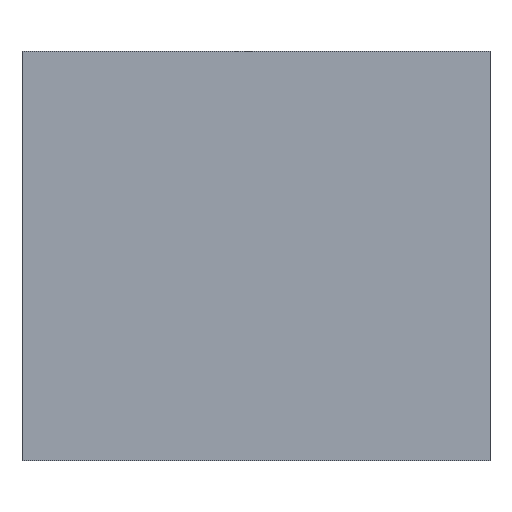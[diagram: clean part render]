
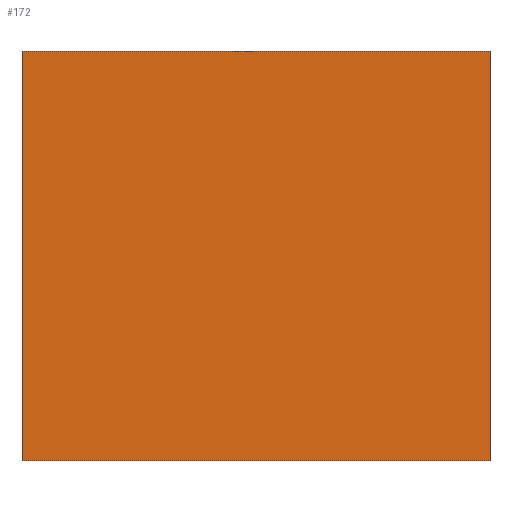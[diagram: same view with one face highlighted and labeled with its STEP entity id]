
A CAD part, front view. The second image highlights one B-rep face of the part: STEP entity #172.
In plain terms, the highlighted planar face has unit normal (0, -1, 0).
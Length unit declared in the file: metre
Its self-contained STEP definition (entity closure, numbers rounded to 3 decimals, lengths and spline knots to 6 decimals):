
#24=LINE('',#344,#36);
#26=LINE('',#348,#38);
#28=LINE('',#352,#40);
#29=LINE('',#353,#41);
#36=VECTOR('',#293,1.);
#38=VECTOR('',#297,1.);
#40=VECTOR('',#301,1.);
#41=VECTOR('',#302,1.);
#56=ORIENTED_EDGE('',*,*,#90,.F.);
#57=ORIENTED_EDGE('',*,*,#86,.F.);
#58=ORIENTED_EDGE('',*,*,#91,.T.);
#59=ORIENTED_EDGE('',*,*,#88,.T.);
#86=EDGE_CURVE('',#103,#102,#24,.T.);
#88=EDGE_CURVE('',#105,#104,#26,.T.);
#90=EDGE_CURVE('',#102,#104,#28,.T.);
#91=EDGE_CURVE('',#103,#105,#29,.T.);
#102=VERTEX_POINT('',#341);
#103=VERTEX_POINT('',#343);
#104=VERTEX_POINT('',#347);
#105=VERTEX_POINT('',#349);
#121=EDGE_LOOP('',(#56,#57,#58,#59));
#139=FACE_BOUND('',#121,.T.);
#155=PLANE('',#265);
#172=ADVANCED_FACE('',(#139),#155,.T.);
#265=AXIS2_PLACEMENT_3D('',#351,#299,#300);
#293=DIRECTION('',(0.,0.,-1.));
#297=DIRECTION('',(0.,0.,-1.));
#299=DIRECTION('',(0.,-1.,0.));
#300=DIRECTION('',(0.,0.,-1.));
#301=DIRECTION('',(-1.,0.,0.));
#302=DIRECTION('',(-1.,0.,0.));
#341=CARTESIAN_POINT('',(0.08,-0.15,-0.07));
#343=CARTESIAN_POINT('',(0.08,-0.15,0.07));
#344=CARTESIAN_POINT('',(0.08,-0.15,0.07));
#347=CARTESIAN_POINT('',(-0.08,-0.15,-0.07));
#348=CARTESIAN_POINT('',(-0.08,-0.15,0.07));
#349=CARTESIAN_POINT('',(-0.08,-0.15,0.07));
#351=CARTESIAN_POINT('',(0.,-0.15,0.07));
#352=CARTESIAN_POINT('',(0.,-0.15,-0.07));
#353=CARTESIAN_POINT('',(0.,-0.15,0.07));
